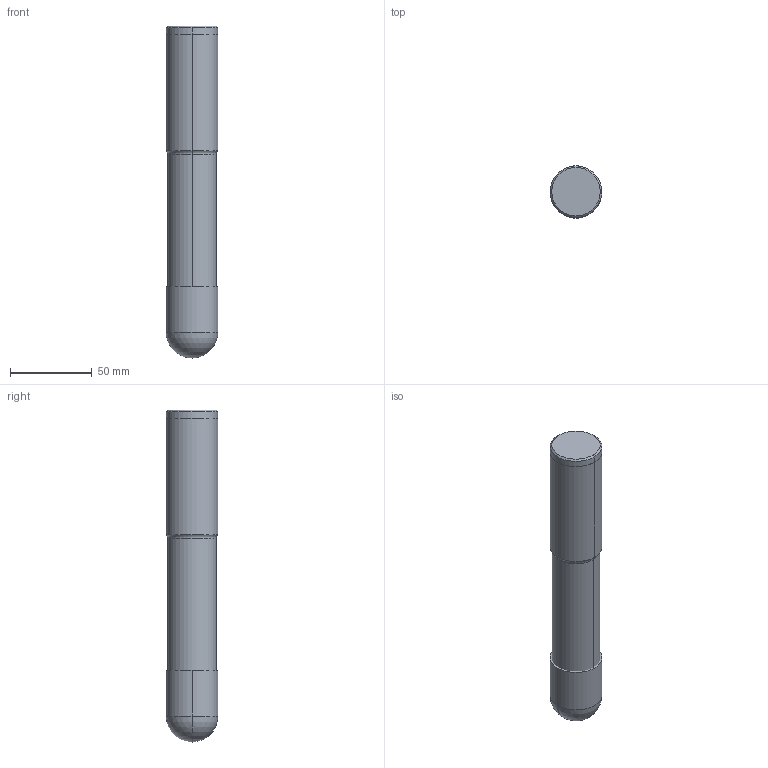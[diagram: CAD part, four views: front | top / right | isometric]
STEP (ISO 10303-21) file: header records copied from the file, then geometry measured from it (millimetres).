
FILE_DESCRIPTION(/* description */ (''),/* implementation_level */ '2;1');
FILE_NAME(/* name */ 'SRM220SAL4_IR0_625.stp',/* time_stamp */ '2023-03-10T14:02:31+09:00',/* author */ (''),/* organization */ (''),/* preprocessor_version */ 'ST-DEVELOPER v16',/* originating_system */ 'SIEMENS PLM Software NX 10.0',/* authorisation */ '');
FILE_SCHEMA (('AUTOMOTIVE_DESIGN { 1 0 10303 214 3 1 1 1 }'));
Length unit declared in the file: millimetre
Products named in the file (1): SRM220SAL4_IR0_625_ASM
Bounding box: 31.75 x 31.75 x 203.2 mm (x, y, z)
Volume: 174513.7 mm3; surface area: 25306.1 mm2
Topology: 2 solids, 2 shells, 28 faces, 68 edges, 54 vertices
Faces by surface type: cylinder 12, cone 6, plane 4, sphere 2, bspline 2, torus 2
Entity records: 994 total; most frequent: CARTESIAN_POINT 216, DIRECTION 172, ORIENTED_EDGE 112, AXIS2_PLACEMENT_3D 74, EDGE_CURVE 56, CIRCLE 40, VERTEX_POINT 33, EDGE_LOOP 29
